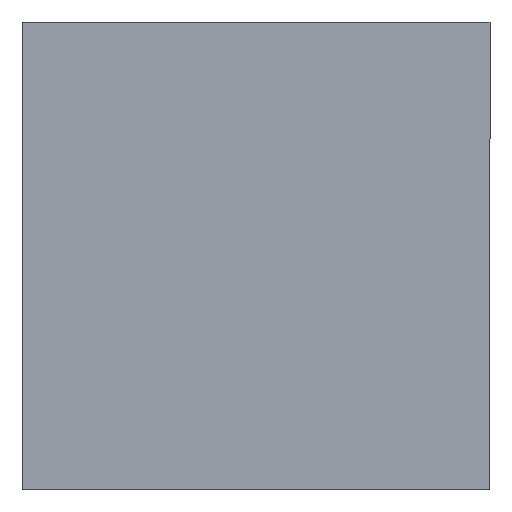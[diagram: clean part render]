
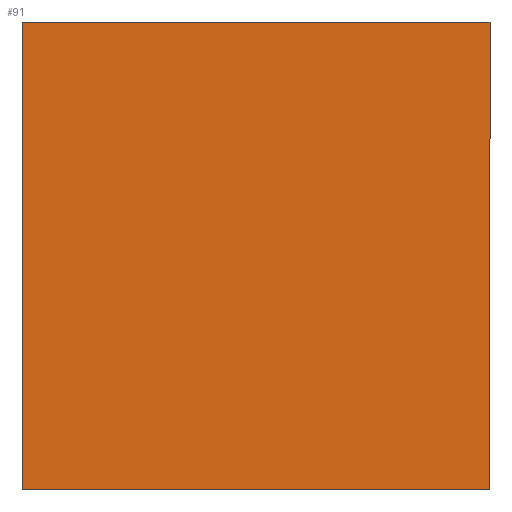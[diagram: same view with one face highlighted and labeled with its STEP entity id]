
A CAD part, left-side view. The second image highlights one B-rep face of the part: STEP entity #91.
In plain terms, the highlighted face is planar.
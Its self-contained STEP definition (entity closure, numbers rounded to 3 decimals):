
#3 = CARTESIAN_POINT ( 'NONE',  ( 25., -35.355, -35.355 ) ) ;
#13 = ORIENTED_EDGE ( 'NONE', *, *, #123, .F. ) ;
#16 = LINE ( 'NONE', #188, #215 ) ;
#27 = EDGE_CURVE ( 'NONE', #102, #173, #128, .T. ) ;
#38 = CARTESIAN_POINT ( 'NONE',  ( 25., 0., 0. ) ) ;
#41 = DIRECTION ( 'NONE',  ( 0., -0.707, -0.707 ) ) ;
#52 = PLANE ( 'NONE',  #224 ) ;
#55 = VECTOR ( 'NONE', #209, 1000. ) ;
#59 = ORIENTED_EDGE ( 'NONE', *, *, #125, .F. ) ;
#80 = CARTESIAN_POINT ( 'NONE',  ( 25., 0., 0. ) ) ;
#82 = ORIENTED_EDGE ( 'NONE', *, *, #27, .T. ) ;
#91 = ADVANCED_FACE ( 'NONE', ( #93 ), #52, .F. ) ;
#93 = FACE_OUTER_BOUND ( 'NONE', #146, .T. ) ;
#96 = DIRECTION ( 'NONE',  ( -1., 0., 0. ) ) ;
#99 = VERTEX_POINT ( 'NONE', #229 ) ;
#101 = VECTOR ( 'NONE', #211, 1000. ) ;
#102 = VERTEX_POINT ( 'NONE', #247 ) ;
#103 = CARTESIAN_POINT ( 'NONE',  ( -25., 0., 0. ) ) ;
#112 = CARTESIAN_POINT ( 'NONE',  ( 25., -35.355, -35.355 ) ) ;
#117 = CARTESIAN_POINT ( 'NONE',  ( -25., -35.355, -35.355 ) ) ;
#123 = EDGE_CURVE ( 'NONE', #155, #173, #244, .T. ) ;
#125 = EDGE_CURVE ( 'NONE', #99, #155, #193, .T. ) ;
#128 = LINE ( 'NONE', #117, #101 ) ;
#143 = EDGE_CURVE ( 'NONE', #99, #102, #16, .T. ) ;
#146 = EDGE_LOOP ( 'NONE', ( #82, #13, #59, #234 ) ) ;
#155 = VERTEX_POINT ( 'NONE', #80 ) ;
#171 = VECTOR ( 'NONE', #96, 1000. ) ;
#173 = VERTEX_POINT ( 'NONE', #103 ) ;
#188 = CARTESIAN_POINT ( 'NONE',  ( 25., -35.355, -35.355 ) ) ;
#193 = LINE ( 'NONE', #112, #55 ) ;
#196 = DIRECTION ( 'NONE',  ( -1., 0., 0. ) ) ;
#209 = DIRECTION ( 'NONE',  ( 0., 0.707, 0.707 ) ) ;
#211 = DIRECTION ( 'NONE',  ( 0., 0.707, 0.707 ) ) ;
#215 = VECTOR ( 'NONE', #196, 1000. ) ;
#224 = AXIS2_PLACEMENT_3D ( 'NONE', #3, #225, #41 ) ;
#225 = DIRECTION ( 'NONE',  ( 0., -0.707, 0.707 ) ) ;
#229 = CARTESIAN_POINT ( 'NONE',  ( 25., -35.355, -35.355 ) ) ;
#234 = ORIENTED_EDGE ( 'NONE', *, *, #143, .T. ) ;
#244 = LINE ( 'NONE', #38, #171 ) ;
#247 = CARTESIAN_POINT ( 'NONE',  ( -25., -35.355, -35.355 ) ) ;
